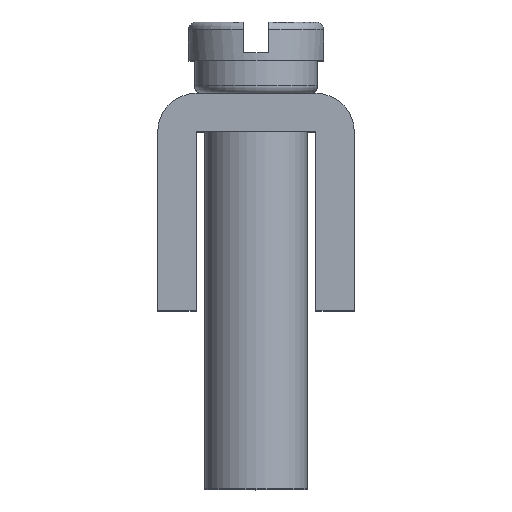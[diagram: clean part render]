
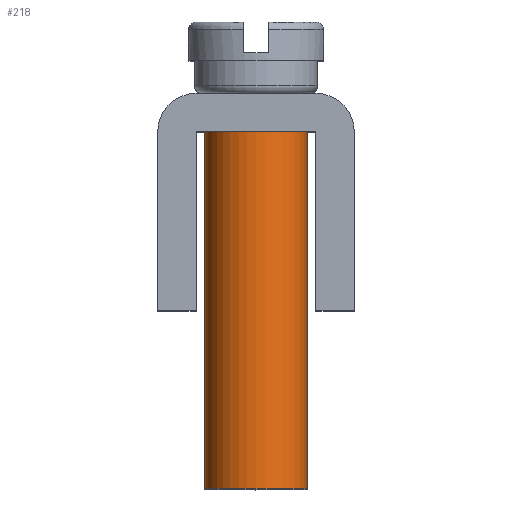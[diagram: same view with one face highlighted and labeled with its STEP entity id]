
A CAD part, top view. The second image highlights one B-rep face of the part: STEP entity #218.
In plain terms, the highlighted cylindrical face has radius 2 mm (diameter 4 mm), a full revolution.
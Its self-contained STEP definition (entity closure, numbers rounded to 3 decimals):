
#118=CYLINDRICAL_SURFACE('',#1630,2.);
#137=FACE_BOUND('',#447,.T.);
#138=FACE_BOUND('',#448,.T.);
#218=ADVANCED_FACE('',(#137,#138),#118,.T.);
#447=EDGE_LOOP('',(#647));
#448=EDGE_LOOP('',(#648));
#553=CIRCLE('',#1625,2.);
#555=CIRCLE('',#1629,2.);
#647=ORIENTED_EDGE('',*,*,#1177,.T.);
#648=ORIENTED_EDGE('',*,*,#1175,.T.);
#1027=VERTEX_POINT('',#2269);
#1029=VERTEX_POINT('',#2275);
#1175=EDGE_CURVE('',#1027,#1027,#553,.T.);
#1177=EDGE_CURVE('',#1029,#1029,#555,.T.);
#1625=AXIS2_PLACEMENT_3D('',#2268,#1801,#1802);
#1629=AXIS2_PLACEMENT_3D('',#2274,#1809,#1810);
#1630=AXIS2_PLACEMENT_3D('',#2276,#1811,#1812);
#1801=DIRECTION('',(0.,1.,0.));
#1802=DIRECTION('',(0.,0.,-1.));
#1809=DIRECTION('',(0.,-1.,0.));
#1810=DIRECTION('',(1.,0.,0.));
#1811=DIRECTION('',(0.,1.,0.));
#1812=DIRECTION('',(0.,0.,-1.));
#2268=CARTESIAN_POINT('',(44.688,151.101,16.1));
#2269=CARTESIAN_POINT('',(44.688,151.101,14.1));
#2274=CARTESIAN_POINT('',(44.688,165.101,16.1));
#2275=CARTESIAN_POINT('',(46.688,165.101,16.1));
#2276=CARTESIAN_POINT('',(44.688,151.101,16.1));
